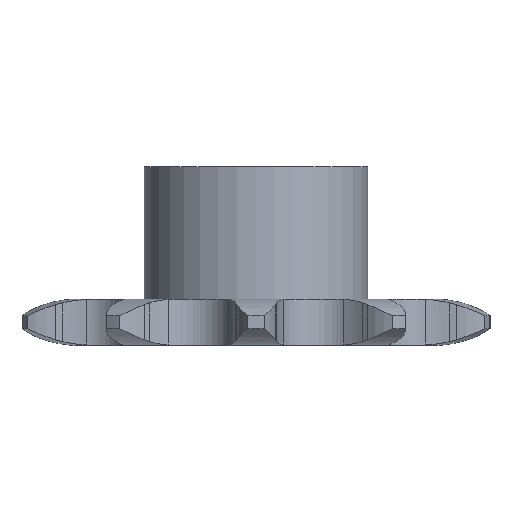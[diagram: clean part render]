
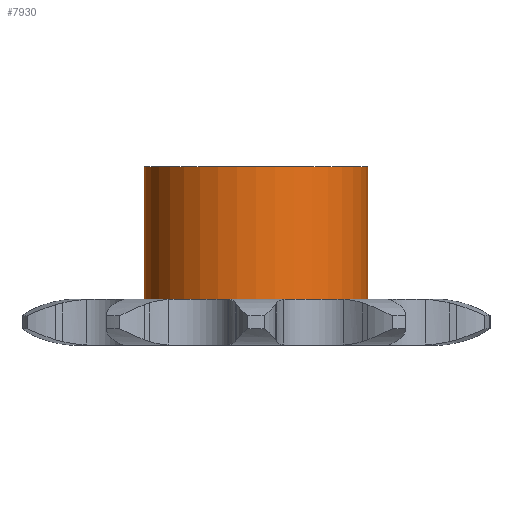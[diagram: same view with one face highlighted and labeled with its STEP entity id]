
A CAD part, front view. The second image highlights one B-rep face of the part: STEP entity #7930.
In plain terms, the highlighted cylindrical face has radius 6.75 mm (diameter 13.5 mm), a partial arc.
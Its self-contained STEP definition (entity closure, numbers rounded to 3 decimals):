
#883 = VERTEX_POINT ( 'NONE', #7001 ) ;
#971 = VERTEX_POINT ( 'NONE', #4607 ) ;
#2201 = DIRECTION ( 'NONE',  ( 1., 0., 0. ) ) ;
#2268 = CARTESIAN_POINT ( 'NONE',  ( 6.75, 0., -19.813 ) ) ;
#2614 = EDGE_CURVE ( 'NONE', #883, #971, #8333, .T. ) ;
#2963 = ORIENTED_EDGE ( 'NONE', *, *, #11673, .F. ) ;
#3294 = ORIENTED_EDGE ( 'NONE', *, *, #11674, .T. ) ;
#3795 = CIRCLE ( 'NONE', #7725, 6.75 ) ;
#3889 = DIRECTION ( 'NONE',  ( 0., 0., 1. ) ) ;
#4120 = DIRECTION ( 'NONE',  ( 0., 0., 1. ) ) ;
#4153 = VERTEX_POINT ( 'NONE', #10876 ) ;
#4376 = EDGE_CURVE ( 'NONE', #6207, #883, #6138, .T. ) ;
#4607 = CARTESIAN_POINT ( 'NONE',  ( 6.75, 0., 9.4 ) ) ;
#4809 = CARTESIAN_POINT ( 'NONE',  ( -6.75, 0., -19.813 ) ) ;
#5026 = DIRECTION ( 'NONE',  ( 0., -1., 0. ) ) ;
#5216 = ORIENTED_EDGE ( 'NONE', *, *, #2614, .F. ) ;
#5808 = CARTESIAN_POINT ( 'NONE',  ( 0., 0., 1.4 ) ) ;
#5941 = CARTESIAN_POINT ( 'NONE',  ( 0., 0., 9.4 ) ) ;
#6138 = LINE ( 'NONE', #4809, #10775 ) ;
#6207 = VERTEX_POINT ( 'NONE', #10626 ) ;
#6628 = DIRECTION ( 'NONE',  ( 0., 0., 1. ) ) ;
#6757 = AXIS2_PLACEMENT_3D ( 'NONE', #5941, #4120, #7718 ) ;
#7001 = CARTESIAN_POINT ( 'NONE',  ( -6.75, 0., 9.4 ) ) ;
#7718 = DIRECTION ( 'NONE',  ( 1., 0., 0. ) ) ;
#7725 = AXIS2_PLACEMENT_3D ( 'NONE', #5808, #8737, #5026 ) ;
#7930 = ADVANCED_FACE ( 'NONE', ( #11755 ), #11184, .T. ) ;
#8333 = CIRCLE ( 'NONE', #6757, 6.75 ) ;
#8700 = DIRECTION ( 'NONE',  ( 0., 0., 1. ) ) ;
#8737 = DIRECTION ( 'NONE',  ( 0., 0., -1. ) ) ;
#9127 = LINE ( 'NONE', #2268, #9428 ) ;
#9210 = ORIENTED_EDGE ( 'NONE', *, *, #4376, .F. ) ;
#9428 = VECTOR ( 'NONE', #8700, 1000. ) ;
#10465 = CARTESIAN_POINT ( 'NONE',  ( 0., 0., -19.813 ) ) ;
#10626 = CARTESIAN_POINT ( 'NONE',  ( -6.75, 0., 1.4 ) ) ;
#10649 = AXIS2_PLACEMENT_3D ( 'NONE', #10465, #6628, #2201 ) ;
#10775 = VECTOR ( 'NONE', #3889, 1000. ) ;
#10876 = CARTESIAN_POINT ( 'NONE',  ( 6.75, 0., 1.4 ) ) ;
#11184 = CYLINDRICAL_SURFACE ( 'NONE', #10649, 6.75 ) ;
#11430 = EDGE_LOOP ( 'NONE', ( #9210, #2963, #3294, #5216 ) ) ;
#11673 = EDGE_CURVE ( 'NONE', #4153, #6207, #3795, .T. ) ;
#11674 = EDGE_CURVE ( 'NONE', #4153, #971, #9127, .T. ) ;
#11755 = FACE_OUTER_BOUND ( 'NONE', #11430, .T. ) ;
